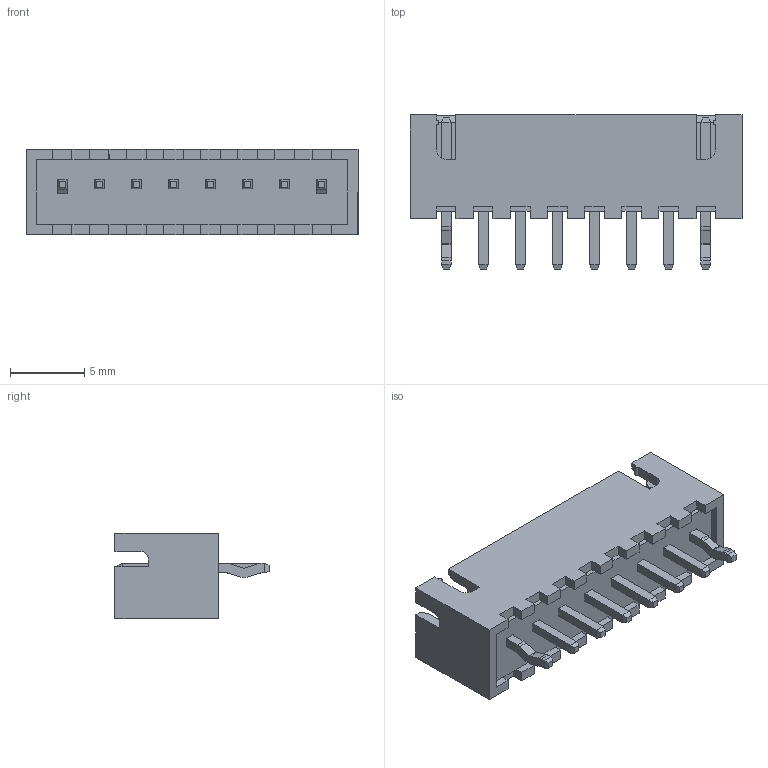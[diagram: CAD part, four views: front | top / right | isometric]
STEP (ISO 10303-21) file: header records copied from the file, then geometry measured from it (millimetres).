
FILE_DESCRIPTION (( 'STEP AP214' ), '1' );
FILE_NAME ('B8B-XH-A.STEP', '2023-11-14T13:43:16', ( '' ), ( '' ), 'SwSTEP 2.0', 'SolidWorks 2021', '' );
FILE_SCHEMA (( 'AUTOMOTIVE_DESIGN' ));
Length unit declared in the file: millimetre
Products named in the file (2): BxB-XH-A_08; B8B-XH-A
Assembly tree (1 placements, depth 2):
  B8B-XH-A
    BxB-XH-A_08
Bounding box: 22.4 x 10.4 x 5.75 mm (x, y, z)
Volume: 333.3 mm3; surface area: 1167.1 mm2
Topology: 9 solids, 9 shells, 311 faces, 779 edges, 486 vertices
Faces by surface type: plane 292, cylinder 19
Entity records: 9160 total; most frequent: CARTESIAN_POINT 1589, ORIENTED_EDGE 1558, DIRECTION 1443, EDGE_CURVE 779, LINE 739, VECTOR 739, VERTEX_POINT 486, AXIS2_PLACEMENT_3D 352
